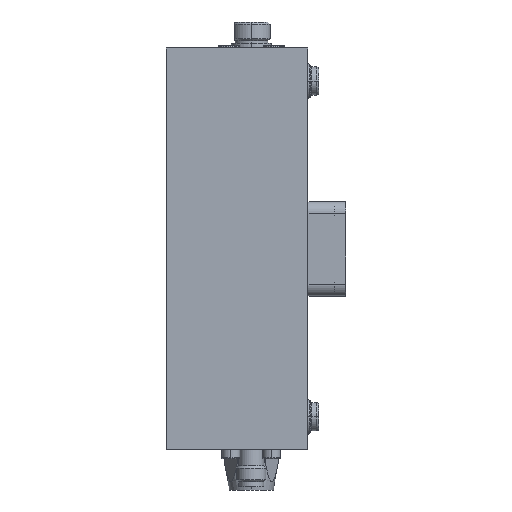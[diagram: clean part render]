
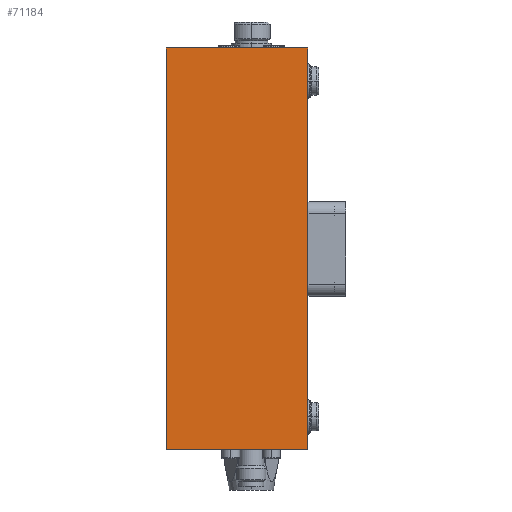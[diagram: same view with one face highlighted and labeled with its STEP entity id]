
A CAD part, left-side view. The second image highlights one B-rep face of the part: STEP entity #71184.
In plain terms, the highlighted planar face has unit normal (-1, 0, 0).
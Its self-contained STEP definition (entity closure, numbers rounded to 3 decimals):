
#2709 = EDGE_CURVE ( 'NONE', #22938, #31238, #72304, .T. ) ;
#2806 = PLANE ( 'NONE',  #66512 ) ;
#7498 = EDGE_CURVE ( 'NONE', #22938, #93457, #141450, .T. ) ;
#9441 = ORIENTED_EDGE ( 'NONE', *, *, #7498, .T. ) ;
#12312 = CARTESIAN_POINT ( 'NONE',  ( -38.495, 13.769, 42.542 ) ) ;
#22938 = VERTEX_POINT ( 'NONE', #90260 ) ;
#27030 = DIRECTION ( 'NONE',  ( 0., 0., 1. ) ) ;
#29470 = CARTESIAN_POINT ( 'NONE',  ( -38.495, 13.769, 42.542 ) ) ;
#31238 = VERTEX_POINT ( 'NONE', #12312 ) ;
#35502 = CARTESIAN_POINT ( 'NONE',  ( -38.495, -16.231, -42.458 ) ) ;
#40245 = CARTESIAN_POINT ( 'NONE',  ( -38.495, 13.769, -42.458 ) ) ;
#40461 = VECTOR ( 'NONE', #100815, 1000. ) ;
#41411 = DIRECTION ( 'NONE',  ( 0., -1., 0. ) ) ;
#41504 = DIRECTION ( 'NONE',  ( 0., -1., 0. ) ) ;
#46105 = VECTOR ( 'NONE', #41411, 1000. ) ;
#48399 = ORIENTED_EDGE ( 'NONE', *, *, #60570, .T. ) ;
#50886 = CARTESIAN_POINT ( 'NONE',  ( -38.495, 13.769, -42.458 ) ) ;
#53474 = CARTESIAN_POINT ( 'NONE',  ( -38.495, 13.769, -42.458 ) ) ;
#59472 = VECTOR ( 'NONE', #41504, 1000. ) ;
#60570 = EDGE_CURVE ( 'NONE', #93457, #150839, #121974, .T. ) ;
#62869 = DIRECTION ( 'NONE',  ( 0., 0., -1. ) ) ;
#66512 = AXIS2_PLACEMENT_3D ( 'NONE', #50886, #134391, #62869 ) ;
#67016 = CARTESIAN_POINT ( 'NONE',  ( -38.495, -16.231, 42.542 ) ) ;
#71184 = ADVANCED_FACE ( 'NONE', ( #149425 ), #2806, .F. ) ;
#72304 = LINE ( 'NONE', #40245, #40461 ) ;
#73485 = VECTOR ( 'NONE', #27030, 1000. ) ;
#90260 = CARTESIAN_POINT ( 'NONE',  ( -38.495, 13.769, -42.458 ) ) ;
#93457 = VERTEX_POINT ( 'NONE', #35502 ) ;
#98625 = CARTESIAN_POINT ( 'NONE',  ( -38.495, -16.231, -42.458 ) ) ;
#100815 = DIRECTION ( 'NONE',  ( 0., 0., 1. ) ) ;
#107352 = EDGE_LOOP ( 'NONE', ( #48399, #119649, #116963, #9441 ) ) ;
#116963 = ORIENTED_EDGE ( 'NONE', *, *, #2709, .F. ) ;
#119649 = ORIENTED_EDGE ( 'NONE', *, *, #137207, .F. ) ;
#121974 = LINE ( 'NONE', #98625, #73485 ) ;
#134391 = DIRECTION ( 'NONE',  ( 1., 0., 0. ) ) ;
#137207 = EDGE_CURVE ( 'NONE', #31238, #150839, #154704, .T. ) ;
#141450 = LINE ( 'NONE', #53474, #46105 ) ;
#149425 = FACE_OUTER_BOUND ( 'NONE', #107352, .T. ) ;
#150839 = VERTEX_POINT ( 'NONE', #67016 ) ;
#154704 = LINE ( 'NONE', #29470, #59472 ) ;
